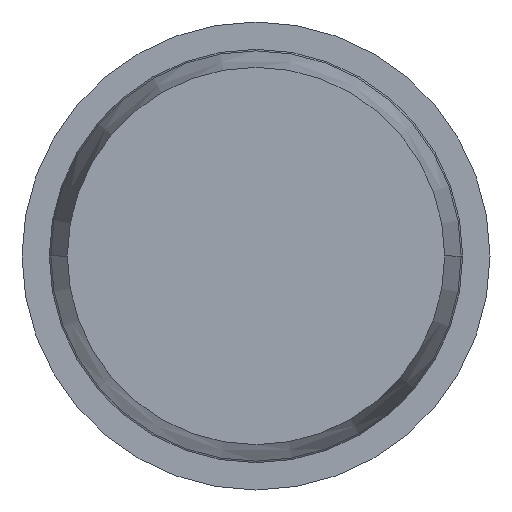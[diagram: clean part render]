
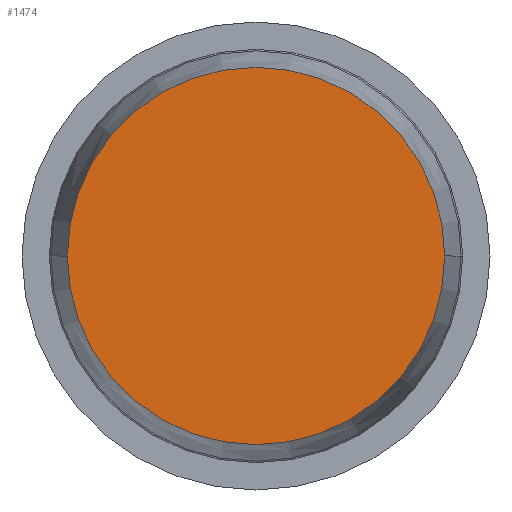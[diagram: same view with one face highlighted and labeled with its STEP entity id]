
A CAD part, front view. The second image highlights one B-rep face of the part: STEP entity #1474.
In plain terms, the highlighted planar face has unit normal (0, -1, 0).
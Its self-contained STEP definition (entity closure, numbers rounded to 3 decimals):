
#12 = DIRECTION ( 'NONE',  ( 0., -1., 0. ) ) ;
#84 = VERTEX_POINT ( 'NONE', #2987 ) ;
#123 = EDGE_LOOP ( 'NONE', ( #1098, #2768 ) ) ;
#230 = CIRCLE ( 'NONE', #1986, 1.209 ) ;
#262 = CARTESIAN_POINT ( 'NONE',  ( 0., -19., 0. ) ) ;
#748 = DIRECTION ( 'NONE',  ( 1., 0., 0. ) ) ;
#757 = AXIS2_PLACEMENT_3D ( 'NONE', #807, #3101, #1893 ) ;
#807 = CARTESIAN_POINT ( 'NONE',  ( 0., -19., 0. ) ) ;
#961 = FACE_OUTER_BOUND ( 'NONE', #123, .T. ) ;
#1098 = ORIENTED_EDGE ( 'NONE', *, *, #2313, .T. ) ;
#1474 = ADVANCED_FACE ( 'Defeature ausgef�hrt1_0', ( #961 ), #3042, .T. ) ;
#1539 = CARTESIAN_POINT ( 'NONE',  ( 1.209, -19., 0. ) ) ;
#1893 = DIRECTION ( 'NONE',  ( 1., 0., 0. ) ) ;
#1986 = AXIS2_PLACEMENT_3D ( 'NONE', #2578, #2081, #748 ) ;
#2081 = DIRECTION ( 'NONE',  ( 0., -1., 0. ) ) ;
#2313 = EDGE_CURVE ( 'Defeature ausgef�hrt1_0+Defeature ausgef�hrt1_10+Defeature ausgef�hrt1_10+Defeature ausgef�hrt1_10', #84, #2642, #230, .T. ) ;
#2524 = CIRCLE ( 'NONE', #3168, 1.209 ) ;
#2578 = CARTESIAN_POINT ( 'NONE',  ( 0., -19., 0. ) ) ;
#2642 = VERTEX_POINT ( 'NONE', #1539 ) ;
#2768 = ORIENTED_EDGE ( 'NONE', *, *, #3009, .T. ) ;
#2856 = DIRECTION ( 'NONE',  ( 1., 0., 0. ) ) ;
#2987 = CARTESIAN_POINT ( 'NONE',  ( -1.209, -19., 0. ) ) ;
#3009 = EDGE_CURVE ( 'Defeature ausgef�hrt1_0+Defeature ausgef�hrt1_10+Defeature ausgef�hrt1_10+Defeature ausgef�hrt1_10', #2642, #84, #2524, .T. ) ;
#3042 = PLANE ( 'NONE',  #757 ) ;
#3101 = DIRECTION ( 'NONE',  ( 0., -1., 0. ) ) ;
#3168 = AXIS2_PLACEMENT_3D ( 'NONE', #262, #12, #2856 ) ;
